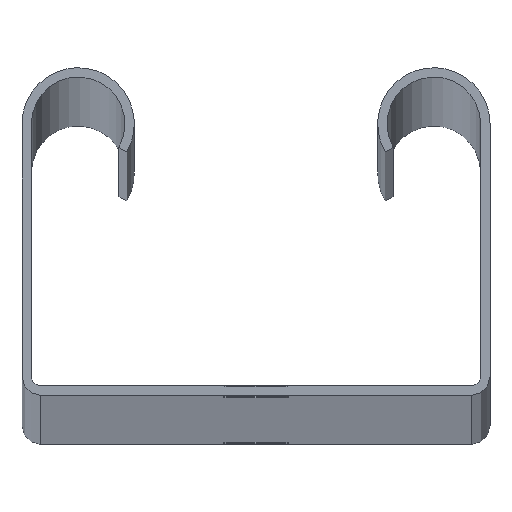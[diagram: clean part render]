
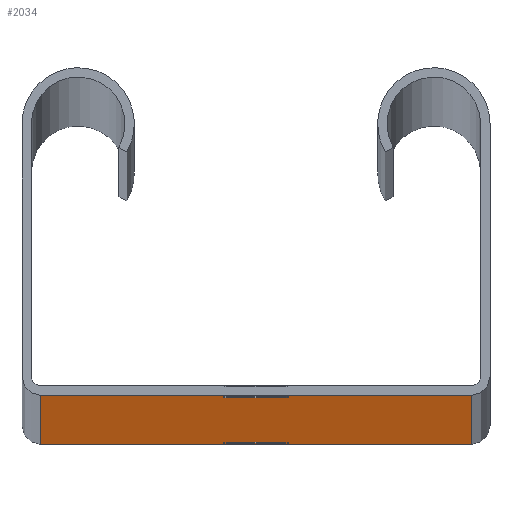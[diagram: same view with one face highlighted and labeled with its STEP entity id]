
A CAD part, top view. The second image highlights one B-rep face of the part: STEP entity #2034.
In plain terms, the highlighted planar face has unit normal (0, -1, 0).
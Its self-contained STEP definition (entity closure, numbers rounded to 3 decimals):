
#16=DIRECTION('',(1.,0.,0.));
#17=VECTOR('',#16,46.);
#18=CARTESIAN_POINT('',(-23.,-1.,0.));
#19=LINE('',#18,#17);
#554=DIRECTION('',(0.,0.,1.));
#555=VECTOR('',#554,3000.);
#556=CARTESIAN_POINT('',(23.,-1.,0.));
#557=LINE('',#556,#555);
#558=DIRECTION('',(0.,0.,1.));
#559=VECTOR('',#558,3000.);
#560=CARTESIAN_POINT('',(-23.,-1.,0.));
#561=LINE('',#560,#559);
#562=CARTESIAN_POINT('',(0.,-1.,2962.5));
#563=DIRECTION('',(0.,1.,0.));
#564=DIRECTION('',(1.,0.,0.));
#565=AXIS2_PLACEMENT_3D('',#562,#563,#564);
#567=DIRECTION('',(0.,0.,-1.));
#568=VECTOR('',#567,25.);
#569=CARTESIAN_POINT('',(3.5,-1.,2987.5));
#570=LINE('',#569,#568);
#571=CARTESIAN_POINT('',(0.,-1.,2987.5));
#572=DIRECTION('',(0.,1.,0.));
#573=DIRECTION('',(-1.,0.,0.));
#574=AXIS2_PLACEMENT_3D('',#571,#572,#573);
#576=DIRECTION('',(0.,0.,1.));
#577=VECTOR('',#576,25.);
#578=CARTESIAN_POINT('',(-3.5,-1.,2962.5));
#579=LINE('',#578,#577);
#580=CARTESIAN_POINT('',(0.,-1.,2912.5));
#581=DIRECTION('',(0.,1.,0.));
#582=DIRECTION('',(1.,0.,0.));
#583=AXIS2_PLACEMENT_3D('',#580,#581,#582);
#585=DIRECTION('',(0.,0.,-1.));
#586=VECTOR('',#585,25.);
#587=CARTESIAN_POINT('',(3.5,-1.,2937.5));
#588=LINE('',#587,#586);
#589=CARTESIAN_POINT('',(0.,-1.,2937.5));
#590=DIRECTION('',(0.,1.,0.));
#591=DIRECTION('',(-1.,0.,0.));
#592=AXIS2_PLACEMENT_3D('',#589,#590,#591);
#594=DIRECTION('',(0.,0.,1.));
#595=VECTOR('',#594,25.);
#596=CARTESIAN_POINT('',(-3.5,-1.,2912.5));
#597=LINE('',#596,#595);
#598=CARTESIAN_POINT('',(0.,-1.,2862.5));
#599=DIRECTION('',(0.,1.,0.));
#600=DIRECTION('',(1.,0.,0.));
#601=AXIS2_PLACEMENT_3D('',#598,#599,#600);
#603=DIRECTION('',(0.,0.,-1.));
#604=VECTOR('',#603,25.);
#605=CARTESIAN_POINT('',(3.5,-1.,2887.5));
#606=LINE('',#605,#604);
#607=CARTESIAN_POINT('',(0.,-1.,2887.5));
#608=DIRECTION('',(0.,1.,0.));
#609=DIRECTION('',(-1.,0.,0.));
#610=AXIS2_PLACEMENT_3D('',#607,#608,#609);
#612=DIRECTION('',(0.,0.,1.));
#613=VECTOR('',#612,25.);
#614=CARTESIAN_POINT('',(-3.5,-1.,2862.5));
#615=LINE('',#614,#613);
#616=CARTESIAN_POINT('',(0.,-1.,37.5));
#617=DIRECTION('',(0.,-1.,0.));
#618=DIRECTION('',(1.,0.,0.));
#619=AXIS2_PLACEMENT_3D('',#616,#617,#618);
#621=DIRECTION('',(0.,0.,-1.));
#622=VECTOR('',#621,25.);
#623=CARTESIAN_POINT('',(-3.5,-1.,37.5));
#624=LINE('',#623,#622);
#625=CARTESIAN_POINT('',(0.,-1.,12.5));
#626=DIRECTION('',(0.,-1.,0.));
#627=DIRECTION('',(-1.,0.,0.));
#628=AXIS2_PLACEMENT_3D('',#625,#626,#627);
#630=DIRECTION('',(0.,0.,1.));
#631=VECTOR('',#630,25.);
#632=CARTESIAN_POINT('',(3.5,-1.,12.5));
#633=LINE('',#632,#631);
#634=CARTESIAN_POINT('',(0.,-1.,87.5));
#635=DIRECTION('',(0.,-1.,0.));
#636=DIRECTION('',(1.,0.,0.));
#637=AXIS2_PLACEMENT_3D('',#634,#635,#636);
#639=DIRECTION('',(0.,0.,-1.));
#640=VECTOR('',#639,25.);
#641=CARTESIAN_POINT('',(-3.5,-1.,87.5));
#642=LINE('',#641,#640);
#643=CARTESIAN_POINT('',(0.,-1.,62.5));
#644=DIRECTION('',(0.,-1.,0.));
#645=DIRECTION('',(-1.,0.,0.));
#646=AXIS2_PLACEMENT_3D('',#643,#644,#645);
#648=DIRECTION('',(0.,0.,1.));
#649=VECTOR('',#648,25.);
#650=CARTESIAN_POINT('',(3.5,-1.,62.5));
#651=LINE('',#650,#649);
#652=CARTESIAN_POINT('',(0.,-1.,137.5));
#653=DIRECTION('',(0.,-1.,0.));
#654=DIRECTION('',(1.,0.,0.));
#655=AXIS2_PLACEMENT_3D('',#652,#653,#654);
#657=DIRECTION('',(0.,0.,-1.));
#658=VECTOR('',#657,25.);
#659=CARTESIAN_POINT('',(-3.5,-1.,137.5));
#660=LINE('',#659,#658);
#661=CARTESIAN_POINT('',(0.,-1.,112.5));
#662=DIRECTION('',(0.,-1.,0.));
#663=DIRECTION('',(-1.,0.,0.));
#664=AXIS2_PLACEMENT_3D('',#661,#662,#663);
#666=DIRECTION('',(0.,0.,1.));
#667=VECTOR('',#666,25.);
#668=CARTESIAN_POINT('',(3.5,-1.,112.5));
#669=LINE('',#668,#667);
#845=DIRECTION('',(1.,0.,0.));
#846=VECTOR('',#845,46.);
#847=CARTESIAN_POINT('',(-23.,-1.,3000.));
#848=LINE('',#847,#846);
#1152=CARTESIAN_POINT('',(-23.,-1.,0.));
#1153=VERTEX_POINT('',#1152);
#1154=CARTESIAN_POINT('',(23.,-1.,0.));
#1155=VERTEX_POINT('',#1154);
#1184=CARTESIAN_POINT('',(-23.,-1.,3000.));
#1185=VERTEX_POINT('',#1184);
#1186=CARTESIAN_POINT('',(23.,-1.,3000.));
#1187=VERTEX_POINT('',#1186);
#1210=CARTESIAN_POINT('',(3.5,-1.,2962.5));
#1211=CARTESIAN_POINT('',(-3.5,-1.,2962.5));
#1212=VERTEX_POINT('',#1210);
#1213=VERTEX_POINT('',#1211);
#1214=CARTESIAN_POINT('',(-3.5,-1.,2987.5));
#1215=VERTEX_POINT('',#1214);
#1216=CARTESIAN_POINT('',(3.5,-1.,2987.5));
#1217=VERTEX_POINT('',#1216);
#1226=CARTESIAN_POINT('',(3.5,-1.,2912.5));
#1227=CARTESIAN_POINT('',(-3.5,-1.,2912.5));
#1228=VERTEX_POINT('',#1226);
#1229=VERTEX_POINT('',#1227);
#1230=CARTESIAN_POINT('',(-3.5,-1.,2937.5));
#1231=VERTEX_POINT('',#1230);
#1232=CARTESIAN_POINT('',(3.5,-1.,2937.5));
#1233=VERTEX_POINT('',#1232);
#1242=CARTESIAN_POINT('',(3.5,-1.,2862.5));
#1243=CARTESIAN_POINT('',(-3.5,-1.,2862.5));
#1244=VERTEX_POINT('',#1242);
#1245=VERTEX_POINT('',#1243);
#1246=CARTESIAN_POINT('',(-3.5,-1.,2887.5));
#1247=VERTEX_POINT('',#1246);
#1248=CARTESIAN_POINT('',(3.5,-1.,2887.5));
#1249=VERTEX_POINT('',#1248);
#1355=CARTESIAN_POINT('',(3.5,-1.,37.5));
#1357=VERTEX_POINT('',#1355);
#1359=CARTESIAN_POINT('',(-3.5,-1.,37.5));
#1361=VERTEX_POINT('',#1359);
#1363=CARTESIAN_POINT('',(-3.5,-1.,12.5));
#1365=VERTEX_POINT('',#1363);
#1367=CARTESIAN_POINT('',(3.5,-1.,12.5));
#1369=VERTEX_POINT('',#1367);
#1371=CARTESIAN_POINT('',(3.5,-1.,87.5));
#1373=VERTEX_POINT('',#1371);
#1375=CARTESIAN_POINT('',(-3.5,-1.,87.5));
#1377=VERTEX_POINT('',#1375);
#1379=CARTESIAN_POINT('',(-3.5,-1.,62.5));
#1381=VERTEX_POINT('',#1379);
#1383=CARTESIAN_POINT('',(3.5,-1.,62.5));
#1385=VERTEX_POINT('',#1383);
#1387=CARTESIAN_POINT('',(3.5,-1.,137.5));
#1389=VERTEX_POINT('',#1387);
#1391=CARTESIAN_POINT('',(-3.5,-1.,137.5));
#1393=VERTEX_POINT('',#1391);
#1395=CARTESIAN_POINT('',(-3.5,-1.,112.5));
#1397=VERTEX_POINT('',#1395);
#1399=CARTESIAN_POINT('',(3.5,-1.,112.5));
#1401=VERTEX_POINT('',#1399);
#1961=CARTESIAN_POINT('',(-23.,-1.,0.));
#1962=DIRECTION('',(0.,-1.,0.));
#1963=DIRECTION('',(1.,0.,0.));
#1964=AXIS2_PLACEMENT_3D('',#1961,#1962,#1963);
#1965=PLANE('',#1964);
#1966=ORIENTED_EDGE('',*,*,#1509,.F.);
#1968=ORIENTED_EDGE('',*,*,#1967,.T.);
#1970=ORIENTED_EDGE('',*,*,#1969,.T.);
#1971=ORIENTED_EDGE('',*,*,#1953,.F.);
#1972=EDGE_LOOP('',(#1966,#1968,#1970,#1971));
#1973=FACE_OUTER_BOUND('',#1972,.F.);
#1975=ORIENTED_EDGE('',*,*,#1974,.F.);
#1977=ORIENTED_EDGE('',*,*,#1976,.F.);
#1979=ORIENTED_EDGE('',*,*,#1978,.F.);
#1981=ORIENTED_EDGE('',*,*,#1980,.F.);
#1982=EDGE_LOOP('',(#1975,#1977,#1979,#1981));
#1983=FACE_BOUND('',#1982,.F.);
#1985=ORIENTED_EDGE('',*,*,#1984,.F.);
#1987=ORIENTED_EDGE('',*,*,#1986,.F.);
#1989=ORIENTED_EDGE('',*,*,#1988,.F.);
#1991=ORIENTED_EDGE('',*,*,#1990,.F.);
#1992=EDGE_LOOP('',(#1985,#1987,#1989,#1991));
#1993=FACE_BOUND('',#1992,.F.);
#1995=ORIENTED_EDGE('',*,*,#1994,.F.);
#1997=ORIENTED_EDGE('',*,*,#1996,.F.);
#1999=ORIENTED_EDGE('',*,*,#1998,.F.);
#2001=ORIENTED_EDGE('',*,*,#2000,.F.);
#2002=EDGE_LOOP('',(#1995,#1997,#1999,#2001));
#2003=FACE_BOUND('',#2002,.F.);
#2005=ORIENTED_EDGE('',*,*,#2004,.T.);
#2007=ORIENTED_EDGE('',*,*,#2006,.T.);
#2009=ORIENTED_EDGE('',*,*,#2008,.T.);
#2011=ORIENTED_EDGE('',*,*,#2010,.T.);
#2012=EDGE_LOOP('',(#2005,#2007,#2009,#2011));
#2013=FACE_BOUND('',#2012,.F.);
#2015=ORIENTED_EDGE('',*,*,#2014,.T.);
#2017=ORIENTED_EDGE('',*,*,#2016,.T.);
#2019=ORIENTED_EDGE('',*,*,#2018,.T.);
#2021=ORIENTED_EDGE('',*,*,#2020,.T.);
#2022=EDGE_LOOP('',(#2015,#2017,#2019,#2021));
#2023=FACE_BOUND('',#2022,.F.);
#2025=ORIENTED_EDGE('',*,*,#2024,.T.);
#2027=ORIENTED_EDGE('',*,*,#2026,.T.);
#2029=ORIENTED_EDGE('',*,*,#2028,.T.);
#2031=ORIENTED_EDGE('',*,*,#2030,.T.);
#2032=EDGE_LOOP('',(#2025,#2027,#2029,#2031));
#2033=FACE_BOUND('',#2032,.F.);
#2034=ADVANCED_FACE('',(#1973,#1983,#1993,#2003,#2013,#2023,#2033),#1965,.T.);
#566=CIRCLE('',#565,3.5);
#575=CIRCLE('',#574,3.5);
#584=CIRCLE('',#583,3.5);
#593=CIRCLE('',#592,3.5);
#602=CIRCLE('',#601,3.5);
#611=CIRCLE('',#610,3.5);
#620=CIRCLE('',#619,3.5);
#629=CIRCLE('',#628,3.5);
#638=CIRCLE('',#637,3.5);
#647=CIRCLE('',#646,3.5);
#656=CIRCLE('',#655,3.5);
#665=CIRCLE('',#664,3.5);
#1509=EDGE_CURVE('',#1153,#1155,#19,.T.);
#1953=EDGE_CURVE('',#1155,#1187,#557,.T.);
#1967=EDGE_CURVE('',#1153,#1185,#561,.T.);
#1969=EDGE_CURVE('',#1185,#1187,#848,.T.);
#1974=EDGE_CURVE('',#1212,#1213,#566,.T.);
#1976=EDGE_CURVE('',#1217,#1212,#570,.T.);
#1978=EDGE_CURVE('',#1215,#1217,#575,.T.);
#1980=EDGE_CURVE('',#1213,#1215,#579,.T.);
#1984=EDGE_CURVE('',#1228,#1229,#584,.T.);
#1986=EDGE_CURVE('',#1233,#1228,#588,.T.);
#1988=EDGE_CURVE('',#1231,#1233,#593,.T.);
#1990=EDGE_CURVE('',#1229,#1231,#597,.T.);
#1994=EDGE_CURVE('',#1244,#1245,#602,.T.);
#1996=EDGE_CURVE('',#1249,#1244,#606,.T.);
#1998=EDGE_CURVE('',#1247,#1249,#611,.T.);
#2000=EDGE_CURVE('',#1245,#1247,#615,.T.);
#2004=EDGE_CURVE('',#1357,#1361,#620,.T.);
#2006=EDGE_CURVE('',#1361,#1365,#624,.T.);
#2008=EDGE_CURVE('',#1365,#1369,#629,.T.);
#2010=EDGE_CURVE('',#1369,#1357,#633,.T.);
#2014=EDGE_CURVE('',#1373,#1377,#638,.T.);
#2016=EDGE_CURVE('',#1377,#1381,#642,.T.);
#2018=EDGE_CURVE('',#1381,#1385,#647,.T.);
#2020=EDGE_CURVE('',#1385,#1373,#651,.T.);
#2024=EDGE_CURVE('',#1389,#1393,#656,.T.);
#2026=EDGE_CURVE('',#1393,#1397,#660,.T.);
#2028=EDGE_CURVE('',#1397,#1401,#665,.T.);
#2030=EDGE_CURVE('',#1401,#1389,#669,.T.);
